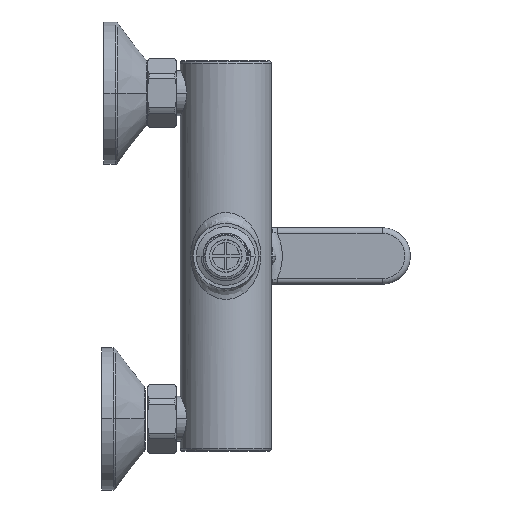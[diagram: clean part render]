
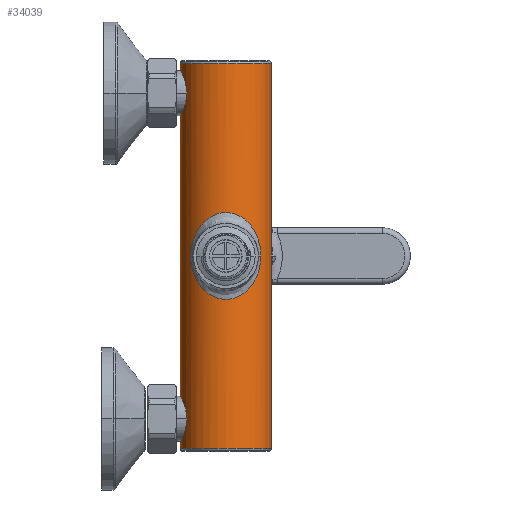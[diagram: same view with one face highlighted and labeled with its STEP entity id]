
A CAD part, front view. The second image highlights one B-rep face of the part: STEP entity #34039.
In plain terms, the highlighted cylindrical face has radius 21 mm (diameter 42 mm), a partial arc.
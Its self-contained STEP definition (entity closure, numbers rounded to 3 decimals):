
#7961=CARTESIAN_POINT('',(-21.,0.,-85.75));
#7962=CARTESIAN_POINT('',(-21.,-0.67,-85.75));
#7963=CARTESIAN_POINT('',(-20.935,-2.026,
-85.624));
#7964=CARTESIAN_POINT('',(-20.644,-4.02,
-85.044));
#7965=CARTESIAN_POINT('',(-20.174,-5.936,
-84.052));
#7966=CARTESIAN_POINT('',(-19.574,-7.671,
-82.643));
#7967=CARTESIAN_POINT('',(-18.949,-9.084,
-80.89));
#7968=CARTESIAN_POINT('',(-18.435,-10.07,
-78.955));
#7969=CARTESIAN_POINT('',(-18.112,-10.63,
-76.978));
#7970=CARTESIAN_POINT('',(-18.04,-10.75,-75.651));
#7971=CARTESIAN_POINT('',(-18.04,-10.75,-75.));
#7985=CARTESIAN_POINT('',(16.154,-13.418,
0.));
#7986=CARTESIAN_POINT('',(16.154,-13.418,
-1.573));
#7987=CARTESIAN_POINT('',(15.846,-13.8,
-4.72));
#7988=CARTESIAN_POINT('',(14.187,-15.597,
-10.294));
#7989=CARTESIAN_POINT('',(11.065,-18.115,
-15.169));
#7990=CARTESIAN_POINT('',(6.255,-20.235,
-18.773));
#7991=CARTESIAN_POINT('',(1.317,-21.174,
-20.281));
#7992=CARTESIAN_POINT('',(-5.611,-20.738,
-19.57));
#7993=CARTESIAN_POINT('',(-11.225,-18.069,
-15.246));
#7994=CARTESIAN_POINT('',(-14.671,-15.108,
-8.992));
#7995=CARTESIAN_POINT('',(-15.953,-13.669,
-4.202));
#7996=CARTESIAN_POINT('',(-16.154,-13.418,
-1.051));
#7997=CARTESIAN_POINT('',(-16.154,-13.418,
0.));
#7999=CARTESIAN_POINT('',(-16.154,-13.418,
0.));
#8000=CARTESIAN_POINT('',(-16.154,-13.418,
1.05));
#8001=CARTESIAN_POINT('',(-15.95,-13.668,
4.204));
#8002=CARTESIAN_POINT('',(-14.682,-15.109,
8.985));
#8003=CARTESIAN_POINT('',(-12.067,-17.328,
13.695));
#8004=CARTESIAN_POINT('',(-8.438,-19.404,
17.396));
#8005=CARTESIAN_POINT('',(-3.862,-20.847,
19.758));
#8006=CARTESIAN_POINT('',(1.307,-21.174,20.276));
#8007=CARTESIAN_POINT('',(6.259,-20.235,18.775));
#8008=CARTESIAN_POINT('',(11.063,-18.115,15.167));
#8009=CARTESIAN_POINT('',(14.188,-15.597,10.295));
#8010=CARTESIAN_POINT('',(15.846,-13.8,4.72));
#8011=CARTESIAN_POINT('',(16.154,-13.418,1.573));
#8012=CARTESIAN_POINT('',(16.154,-13.418,
0.));
#8014=DIRECTION('',(0.,0.,1.));
#8015=VECTOR('',#8014,88.5);
#8016=CARTESIAN_POINT('',(21.,0.,-88.5));
#8017=LINE('',#8016,#8015);
#8043=DIRECTION('',(0.,0.,1.));
#8044=VECTOR('',#8043,64.25);
#8045=CARTESIAN_POINT('',(-21.,0.,-64.25));
#8046=LINE('',#8045,#8044);
#8047=DIRECTION('',(0.,0.,1.));
#8048=VECTOR('',#8047,2.75);
#8049=CARTESIAN_POINT('',(-21.,0.,-88.5));
#8050=LINE('',#8049,#8048);
#8056=CARTESIAN_POINT('',(0.,0.,-88.5));
#8057=DIRECTION('',(0.,0.,-1.));
#8058=DIRECTION('',(1.,0.,0.));
#8059=AXIS2_PLACEMENT_3D('',#8056,#8057,#8058);
#8179=DIRECTION('',(0.,0.,1.));
#8180=VECTOR('',#8179,2.75);
#8181=CARTESIAN_POINT('',(-21.,0.,85.75));
#8182=LINE('',#8181,#8180);
#8183=DIRECTION('',(0.,0.,1.));
#8184=VECTOR('',#8183,64.25);
#8185=CARTESIAN_POINT('',(-21.,0.,0.));
#8186=LINE('',#8185,#8184);
#8187=CARTESIAN_POINT('',(21.,0.,0.));
#8210=CARTESIAN_POINT('',(-21.,0.,0.));
#8212=DIRECTION('',(0.,0.,1.));
#8213=VECTOR('',#8212,88.5);
#8214=CARTESIAN_POINT('',(21.,0.,0.));
#8215=LINE('',#8214,#8213);
#8221=CARTESIAN_POINT('',(0.,0.,88.5));
#8222=DIRECTION('',(0.,0.,1.));
#8223=DIRECTION('',(-1.,0.,0.));
#8224=AXIS2_PLACEMENT_3D('',#8221,#8222,#8223);
#8266=CARTESIAN_POINT('',(-18.04,-10.75,75.));
#8267=CARTESIAN_POINT('',(-18.04,-10.75,75.651));
#8268=CARTESIAN_POINT('',(-18.112,-10.63,
76.978));
#8269=CARTESIAN_POINT('',(-18.435,-10.07,
78.954));
#8270=CARTESIAN_POINT('',(-18.949,-9.084,
80.89));
#8271=CARTESIAN_POINT('',(-19.574,-7.671,
82.643));
#8272=CARTESIAN_POINT('',(-20.174,-5.936,
84.052));
#8273=CARTESIAN_POINT('',(-20.644,-4.02,
85.044));
#8274=CARTESIAN_POINT('',(-20.935,-2.026,
85.624));
#8275=CARTESIAN_POINT('',(-21.,-0.67,85.75));
#8276=CARTESIAN_POINT('',(-21.,0.,85.75));
#8298=CARTESIAN_POINT('',(-21.,0.,64.25));
#8299=CARTESIAN_POINT('',(-21.,-0.67,64.25));
#8300=CARTESIAN_POINT('',(-20.935,-2.026,
64.376));
#8301=CARTESIAN_POINT('',(-20.644,-4.02,
64.956));
#8302=CARTESIAN_POINT('',(-20.174,-5.936,
65.948));
#8303=CARTESIAN_POINT('',(-19.574,-7.671,
67.357));
#8304=CARTESIAN_POINT('',(-18.949,-9.084,
69.11));
#8305=CARTESIAN_POINT('',(-18.435,-10.07,
71.045));
#8306=CARTESIAN_POINT('',(-18.112,-10.63,
73.022));
#8307=CARTESIAN_POINT('',(-18.04,-10.75,74.349));
#8308=CARTESIAN_POINT('',(-18.04,-10.75,75.));
#12715=CARTESIAN_POINT('',(-18.04,-10.75,-75.));
#12716=CARTESIAN_POINT('',(-18.04,-10.75,-74.349));
#12717=CARTESIAN_POINT('',(-18.112,-10.63,
-73.022));
#12718=CARTESIAN_POINT('',(-18.435,-10.07,
-71.046));
#12719=CARTESIAN_POINT('',(-18.949,-9.084,
-69.11));
#12720=CARTESIAN_POINT('',(-19.574,-7.671,
-67.357));
#12721=CARTESIAN_POINT('',(-20.174,-5.936,
-65.948));
#12722=CARTESIAN_POINT('',(-20.644,-4.02,
-64.956));
#12723=CARTESIAN_POINT('',(-20.935,-2.026,
-64.376));
#12724=CARTESIAN_POINT('',(-21.,-0.67,-64.25));
#12725=CARTESIAN_POINT('',(-21.,0.,-64.25));
#12747=CARTESIAN_POINT('',(-16.154,-13.418,
0.));
#15681=CARTESIAN_POINT('',(-21.,0.,-88.5));
#15682=CARTESIAN_POINT('',(-21.,0.,-85.75));
#15683=VERTEX_POINT('',#15681);
#15684=VERTEX_POINT('',#15682);
#15685=CARTESIAN_POINT('',(-21.,0.,85.75));
#15686=CARTESIAN_POINT('',(-21.,0.,88.5));
#15687=VERTEX_POINT('',#15685);
#15688=VERTEX_POINT('',#15686);
#15689=VERTEX_POINT('',#8187);
#15690=VERTEX_POINT('',#8210);
#15691=CARTESIAN_POINT('',(-21.,0.,-64.25));
#15692=VERTEX_POINT('',#15691);
#15693=CARTESIAN_POINT('',(-21.,0.,64.25));
#15694=VERTEX_POINT('',#15693);
#15695=CARTESIAN_POINT('',(21.,0.,88.5));
#15696=VERTEX_POINT('',#15695);
#15697=CARTESIAN_POINT('',(21.,0.,-88.5));
#15698=VERTEX_POINT('',#15697);
#15723=VERTEX_POINT('',#12747);
#15725=VERTEX_POINT('',#7985);
#15747=CARTESIAN_POINT('',(-18.04,-10.75,-75.));
#15749=VERTEX_POINT('',#15747);
#15755=CARTESIAN_POINT('',(-18.04,-10.75,75.));
#15757=VERTEX_POINT('',#15755);
#34003=CARTESIAN_POINT('',(0.,0.,0.));
#34004=DIRECTION('',(0.,0.,1.));
#34005=DIRECTION('',(-1.,0.,0.));
#34006=AXIS2_PLACEMENT_3D('',#34003,#34004,#34005);
#34007=CYLINDRICAL_SURFACE('',#34006,21.);
#34009=ORIENTED_EDGE('',*,*,#34008,.T.);
#34011=ORIENTED_EDGE('',*,*,#34010,.T.);
#34013=ORIENTED_EDGE('',*,*,#34012,.T.);
#34015=ORIENTED_EDGE('',*,*,#34014,.T.);
#34017=ORIENTED_EDGE('',*,*,#34016,.T.);
#34019=ORIENTED_EDGE('',*,*,#34018,.T.);
#34021=ORIENTED_EDGE('',*,*,#34020,.F.);
#34023=ORIENTED_EDGE('',*,*,#34022,.F.);
#34025=ORIENTED_EDGE('',*,*,#34024,.T.);
#34027=ORIENTED_EDGE('',*,*,#34026,.T.);
#34028=ORIENTED_EDGE('',*,*,#33984,.T.);
#34030=ORIENTED_EDGE('',*,*,#34029,.T.);
#34031=EDGE_LOOP('',(#34009,#34011,#34013,#34015,#34017,#34019,#34021,#34023,
#34025,#34027,#34028,#34030));
#34032=FACE_OUTER_BOUND('',#34031,.F.);
#34034=ORIENTED_EDGE('',*,*,#34033,.F.);
#34036=ORIENTED_EDGE('',*,*,#34035,.F.);
#34037=EDGE_LOOP('',(#34034,#34036));
#34038=FACE_BOUND('',#34037,.F.);
#34039=ADVANCED_FACE('',(#34032,#34038),#34007,.T.);
#7972=B_SPLINE_CURVE_WITH_KNOTS('',3,(#7961,#7962,#7963,#7964,#7965,#7966,#7967,
#7968,#7969,#7970,#7971),.UNSPECIFIED.,.F.,.F.,(4,1,1,1,1,1,1,1,4),(0.,
0.125,0.25,0.375,0.5,0.625,0.75,0.875,1.),.UNSPECIFIED.);
#7998=B_SPLINE_CURVE_WITH_KNOTS('',3,(#7985,#7986,#7987,#7988,#7989,#7990,#7991,
#7992,#7993,#7994,#7995,#7996,#7997),.UNSPECIFIED.,.F.,.F.,(4,1,1,1,1,1,1,1,1,1,
4),(0.,0.071,0.143,0.286,
0.381,0.476,0.571,0.762,
0.857,0.952,1.),.UNSPECIFIED.);
#8013=B_SPLINE_CURVE_WITH_KNOTS('',3,(#7999,#8000,#8001,#8002,#8003,#8004,#8005,
#8006,#8007,#8008,#8009,#8010,#8011,#8012),.UNSPECIFIED.,.F.,.F.,(4,1,1,1,1,1,1,
1,1,1,1,4),(0.,0.048,0.143,0.238,
0.333,0.429,0.524,0.619,
0.714,0.857,0.929,1.),.UNSPECIFIED.);
#8060=CIRCLE('',#8059,21.);
#8225=CIRCLE('',#8224,21.);
#8277=B_SPLINE_CURVE_WITH_KNOTS('',3,(#8266,#8267,#8268,#8269,#8270,#8271,#8272,
#8273,#8274,#8275,#8276),.UNSPECIFIED.,.F.,.F.,(4,1,1,1,1,1,1,1,4),(0.,
0.125,0.25,0.375,0.5,0.625,0.75,0.875,1.),.UNSPECIFIED.);
#8309=B_SPLINE_CURVE_WITH_KNOTS('',3,(#8298,#8299,#8300,#8301,#8302,#8303,#8304,
#8305,#8306,#8307,#8308),.UNSPECIFIED.,.F.,.F.,(4,1,1,1,1,1,1,1,4),(0.,
0.125,0.25,0.375,0.5,0.625,0.75,0.875,1.),.UNSPECIFIED.);
#12726=B_SPLINE_CURVE_WITH_KNOTS('',3,(#12715,#12716,#12717,#12718,#12719,
#12720,#12721,#12722,#12723,#12724,#12725),.UNSPECIFIED.,.F.,.F.,(4,1,1,1,1,1,1,
1,4),(0.,0.125,0.25,0.375,0.5,0.625,0.75,0.875,1.),
.UNSPECIFIED.);
#33984=EDGE_CURVE('',#15684,#15749,#7972,.T.);
#34008=EDGE_CURVE('',#15692,#15690,#8046,.T.);
#34010=EDGE_CURVE('',#15690,#15694,#8186,.T.);
#34012=EDGE_CURVE('',#15694,#15757,#8309,.T.);
#34014=EDGE_CURVE('',#15757,#15687,#8277,.T.);
#34016=EDGE_CURVE('',#15687,#15688,#8182,.T.);
#34018=EDGE_CURVE('',#15688,#15696,#8225,.T.);
#34020=EDGE_CURVE('',#15689,#15696,#8215,.T.);
#34022=EDGE_CURVE('',#15698,#15689,#8017,.T.);
#34024=EDGE_CURVE('',#15698,#15683,#8060,.T.);
#34026=EDGE_CURVE('',#15683,#15684,#8050,.T.);
#34029=EDGE_CURVE('',#15749,#15692,#12726,.T.);
#34033=EDGE_CURVE('',#15725,#15723,#7998,.T.);
#34035=EDGE_CURVE('',#15723,#15725,#8013,.T.);
